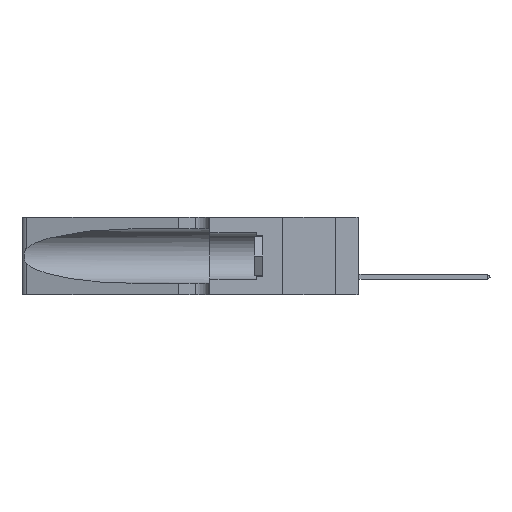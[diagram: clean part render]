
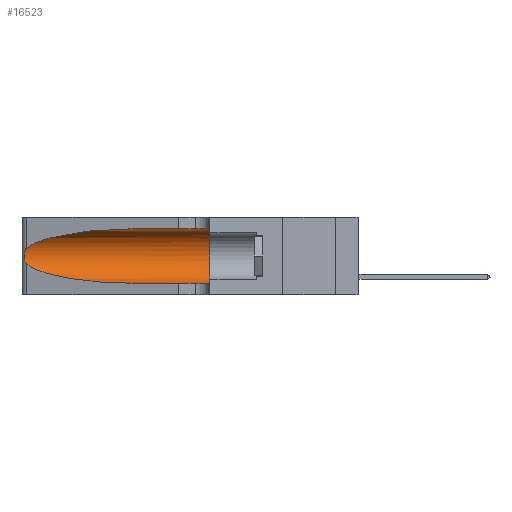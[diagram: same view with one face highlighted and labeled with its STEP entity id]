
A CAD part, left-side view. The second image highlights one B-rep face of the part: STEP entity #16523.
In plain terms, the highlighted cylindrical face has radius 3.308 mm (diameter 6.617 mm), a partial arc.
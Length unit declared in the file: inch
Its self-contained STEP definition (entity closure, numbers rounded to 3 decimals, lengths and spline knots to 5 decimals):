
#699 = VERTEX_POINT ( 'NONE', #16651 ) ;
#755 = LINE ( 'NONE', #11263, #14977 ) ;
#1055 = CARTESIAN_POINT ( 'NONE',  ( 0.1305, 1.61858, 0.185 ) ) ;
#1079 = CARTESIAN_POINT ( 'NONE',  ( 0.1305, 0.72297, 0.05475 ) ) ;
#1245 = CARTESIAN_POINT ( 'NONE',  ( 0.18966, 0.96281, 0.05475 ) ) ;
#1805 = EDGE_CURVE ( 'NONE', #699, #7364, #16039, .T. ) ;
#1902 = CARTESIAN_POINT ( 'NONE',  ( 0.26075, 1.23896, 0.19203 ) ) ;
#2007 = CARTESIAN_POINT ( 'NONE',  ( 0.26075, 1.23896, 0.178 ) ) ;
#2056 = CARTESIAN_POINT ( 'NONE',  ( 0.1305, 0.35, 0.31525 ) ) ;
#3452 = AXIS2_PLACEMENT_3D ( 'NONE', #1055, #10345, #21328 ) ;
#3860 = CARTESIAN_POINT ( 'NONE',  ( 0.2373, 1.15595, 0.28018 ) ) ;
#3882 = DIRECTION ( 'NONE',  ( 0., -1., 0. ) ) ;
#4639 = CARTESIAN_POINT ( 'NONE',  ( 0.25487, 1.22718, 0.22369 ) ) ;
#5257 =( BOUNDED_CURVE ( )  B_SPLINE_CURVE ( 3, ( #10294, #23531, #1245, #1079 ),
 .UNSPECIFIED., .F., .T. ) 
 B_SPLINE_CURVE_WITH_KNOTS ( ( 4, 4 ),
 ( 3.44316, 4.71239 ),
 .UNSPECIFIED. ) 
 CURVE ( )  GEOMETRIC_REPRESENTATION_ITEM ( )  RATIONAL_B_SPLINE_CURVE ( ( 1., 0.87, 0.87, 1. ) ) 
 REPRESENTATION_ITEM ( '' )  );
#6160 = EDGE_CURVE ( 'NONE', #17842, #13215, #8940, .T. ) ;
#6212 = CARTESIAN_POINT ( 'NONE',  ( 0.25555, 1.22993, 0.14849 ) ) ;
#6233 = EDGE_CURVE ( 'NONE', #23388, #699, #9879, .T. ) ;
#6382 = CARTESIAN_POINT ( 'NONE',  ( 0.26017, 1.23833, 0.17102 ) ) ;
#6475 = CARTESIAN_POINT ( 'NONE',  ( 0.25789, 1.23486, 0.15765 ) ) ;
#7089 = ORIENTED_EDGE ( 'NONE', *, *, #1805, .T. ) ;
#7364 = VERTEX_POINT ( 'NONE', #14958 ) ;
#8940 = CIRCLE ( 'NONE', #23086, 0.13025 ) ;
#9706 = ORIENTED_EDGE ( 'NONE', *, *, #6160, .F. ) ;
#9719 = CARTESIAN_POINT ( 'NONE',  ( 0.1305, 1.61858, 0.31525 ) ) ;
#9879 =( BOUNDED_CURVE ( )  B_SPLINE_CURVE ( 3, ( #22755, #14991, #3860, #21130 ),
 .UNSPECIFIED., .F., .F. ) 
 B_SPLINE_CURVE_WITH_KNOTS ( ( 4, 4 ),
 ( 1.5708, 2.84003 ),
 .UNSPECIFIED. ) 
 CURVE ( )  GEOMETRIC_REPRESENTATION_ITEM ( )  RATIONAL_B_SPLINE_CURVE ( ( 1., 0.87, 0.87, 1. ) ) 
 REPRESENTATION_ITEM ( '' )  );
#10204 = CARTESIAN_POINT ( 'NONE',  ( 0.25487, 1.22718, 0.14631 ) ) ;
#10280 = CARTESIAN_POINT ( 'NONE',  ( 0.25854, 1.2359, 0.20912 ) ) ;
#10294 = CARTESIAN_POINT ( 'NONE',  ( 0.25487, 1.22718, 0.14631 ) ) ;
#10345 = DIRECTION ( 'NONE',  ( 0., -1., 0. ) ) ;
#11002 = DIRECTION ( 'NONE',  ( 0., 0., 1. ) ) ;
#11263 = CARTESIAN_POINT ( 'NONE',  ( 0.1305, 1.61858, 0.05475 ) ) ;
#11836 = CARTESIAN_POINT ( 'NONE',  ( 0.25639, 1.23184, 0.21858 ) ) ;
#11989 = ORIENTED_EDGE ( 'NONE', *, *, #19841, .T. ) ;
#13215 = VERTEX_POINT ( 'NONE', #19997 ) ;
#13623 = CYLINDRICAL_SURFACE ( 'NONE', #3452, 0.13025 ) ;
#13758 = VERTEX_POINT ( 'NONE', #17164 ) ;
#14023 = VECTOR ( 'NONE', #15366, 39.37008 ) ;
#14412 = ORIENTED_EDGE ( 'NONE', *, *, #15239, .F. ) ;
#14958 = CARTESIAN_POINT ( 'NONE',  ( 0.25487, 1.22718, 0.14631 ) ) ;
#14977 = VECTOR ( 'NONE', #3882, 39.37008 ) ;
#14991 = CARTESIAN_POINT ( 'NONE',  ( 0.18966, 0.96281, 0.31525 ) ) ;
#15239 = EDGE_CURVE ( 'NONE', #23388, #17842, #23890, .T. ) ;
#15366 = DIRECTION ( 'NONE',  ( 0., -1., 0. ) ) ;
#16039 = B_SPLINE_CURVE_WITH_KNOTS ( 'NONE', 3,
 ( #4639, #19012, #11836, #17636, #10280, #18118, #1902, #2007, #6382, #17644, #6475, #21349, #6212, #10204 ),
 .UNSPECIFIED., .F., .F.,
 ( 4, 2, 2, 2, 2, 2, 4 ),
 ( 0., 0.00027, 0.00053, 0.00107, 0.0016, 0.00187, 0.00214 ),
 .UNSPECIFIED. ) ;
#16424 = CARTESIAN_POINT ( 'NONE',  ( 0.1305, 0.72297, 0.31525 ) ) ;
#16523 = ADVANCED_FACE ( 'NONE', ( #23813 ), #13623, .F. ) ;
#16651 = CARTESIAN_POINT ( 'NONE',  ( 0.25487, 1.22718, 0.22369 ) ) ;
#17164 = CARTESIAN_POINT ( 'NONE',  ( 0.1305, 0.72297, 0.05475 ) ) ;
#17636 = CARTESIAN_POINT ( 'NONE',  ( 0.25787, 1.23484, 0.2124 ) ) ;
#17644 = CARTESIAN_POINT ( 'NONE',  ( 0.25856, 1.23593, 0.16098 ) ) ;
#17842 = VERTEX_POINT ( 'NONE', #2056 ) ;
#17935 = EDGE_CURVE ( 'NONE', #7364, #13758, #5257, .T. ) ;
#18118 = CARTESIAN_POINT ( 'NONE',  ( 0.26018, 1.23835, 0.19895 ) ) ;
#19012 = CARTESIAN_POINT ( 'NONE',  ( 0.25555, 1.22994, 0.2215 ) ) ;
#19841 = EDGE_CURVE ( 'NONE', #13758, #13215, #755, .T. ) ;
#19997 = CARTESIAN_POINT ( 'NONE',  ( 0.1305, 0.35, 0.05475 ) ) ;
#20214 = CARTESIAN_POINT ( 'NONE',  ( 0.1305, 0.35, 0.185 ) ) ;
#21130 = CARTESIAN_POINT ( 'NONE',  ( 0.25487, 1.22718, 0.22369 ) ) ;
#21328 = DIRECTION ( 'NONE',  ( 0., 0., -1. ) ) ;
#21349 = CARTESIAN_POINT ( 'NONE',  ( 0.25639, 1.23186, 0.15144 ) ) ;
#22146 = DIRECTION ( 'NONE',  ( 0., 1., 0. ) ) ;
#22305 = EDGE_LOOP ( 'NONE', ( #23784, #7089, #22950, #11989, #9706, #14412 ) ) ;
#22755 = CARTESIAN_POINT ( 'NONE',  ( 0.1305, 0.72297, 0.31525 ) ) ;
#22950 = ORIENTED_EDGE ( 'NONE', *, *, #17935, .T. ) ;
#23086 = AXIS2_PLACEMENT_3D ( 'NONE', #20214, #22146, #11002 ) ;
#23388 = VERTEX_POINT ( 'NONE', #16424 ) ;
#23531 = CARTESIAN_POINT ( 'NONE',  ( 0.2373, 1.15595, 0.08982 ) ) ;
#23784 = ORIENTED_EDGE ( 'NONE', *, *, #6233, .T. ) ;
#23813 = FACE_OUTER_BOUND ( 'NONE', #22305, .T. ) ;
#23890 = LINE ( 'NONE', #9719, #14023 ) ;
